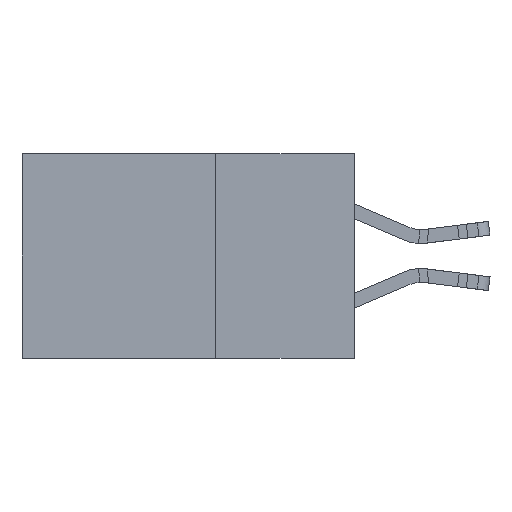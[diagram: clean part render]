
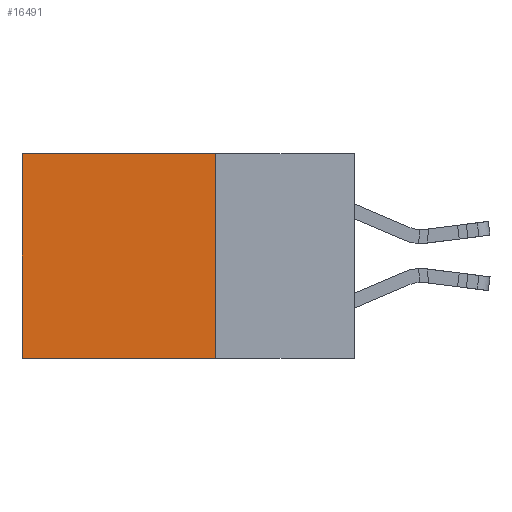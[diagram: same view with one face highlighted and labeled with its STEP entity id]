
A CAD part, left-side view. The second image highlights one B-rep face of the part: STEP entity #16491.
In plain terms, the highlighted planar face has unit normal (-1, 0, 0).
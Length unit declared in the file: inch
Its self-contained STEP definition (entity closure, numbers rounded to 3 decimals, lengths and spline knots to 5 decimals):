
#1087 = DIRECTION ( 'NONE',  ( 1., 0., 0. ) ) ;
#1150 = EDGE_CURVE ( 'NONE', #1752, #3467, #13609, .T. ) ;
#1644 = CARTESIAN_POINT ( 'NONE',  ( 0.298, 0.25, -0.37 ) ) ;
#1752 = VERTEX_POINT ( 'NONE', #3325 ) ;
#3325 = CARTESIAN_POINT ( 'NONE',  ( 0.298, 0.25, 0. ) ) ;
#3467 = VERTEX_POINT ( 'NONE', #1644 ) ;
#4692 = CARTESIAN_POINT ( 'NONE',  ( 0.298, 0.6, 0. ) ) ;
#4815 = CARTESIAN_POINT ( 'NONE',  ( 0.298, 0.25, 0. ) ) ;
#5199 = PLANE ( 'NONE',  #24165 ) ;
#5460 = CARTESIAN_POINT ( 'NONE',  ( 0.298, 0.25, -0.37 ) ) ;
#6571 = ORIENTED_EDGE ( 'NONE', *, *, #14830, .F. ) ;
#7735 = DIRECTION ( 'NONE',  ( 0., 0., -1. ) ) ;
#8017 = LINE ( 'NONE', #5460, #16041 ) ;
#8720 = LINE ( 'NONE', #4692, #19280 ) ;
#11335 = EDGE_LOOP ( 'NONE', ( #17686, #6571, #22233, #15166 ) ) ;
#12537 = VECTOR ( 'NONE', #22735, 39.37008 ) ;
#13609 = LINE ( 'NONE', #4815, #12537 ) ;
#14830 = EDGE_CURVE ( 'NONE', #3467, #16310, #8017, .T. ) ;
#15166 = ORIENTED_EDGE ( 'NONE', *, *, #20461, .T. ) ;
#16041 = VECTOR ( 'NONE', #27923, 39.37008 ) ;
#16080 = CARTESIAN_POINT ( 'NONE',  ( 0.298, 0.6, -0.37 ) ) ;
#16310 = VERTEX_POINT ( 'NONE', #16080 ) ;
#16491 = ADVANCED_FACE ( 'NONE', ( #18811 ), #5199, .F. ) ;
#16508 = CARTESIAN_POINT ( 'NONE',  ( 0.298, 0.25, 0. ) ) ;
#17686 = ORIENTED_EDGE ( 'NONE', *, *, #20800, .T. ) ;
#18811 = FACE_OUTER_BOUND ( 'NONE', #11335, .T. ) ;
#19280 = VECTOR ( 'NONE', #24855, 39.37008 ) ;
#20063 = CARTESIAN_POINT ( 'NONE',  ( 0.298, 0.25, 0. ) ) ;
#20272 = CARTESIAN_POINT ( 'NONE',  ( 0.298, 0.6, 0. ) ) ;
#20461 = EDGE_CURVE ( 'NONE', #1752, #26318, #24895, .T. ) ;
#20800 = EDGE_CURVE ( 'NONE', #26318, #16310, #8720, .T. ) ;
#22233 = ORIENTED_EDGE ( 'NONE', *, *, #1150, .F. ) ;
#22599 = DIRECTION ( 'NONE',  ( 0., 1., 0. ) ) ;
#22735 = DIRECTION ( 'NONE',  ( 0., 0., -1. ) ) ;
#24165 = AXIS2_PLACEMENT_3D ( 'NONE', #16508, #1087, #7735 ) ;
#24855 = DIRECTION ( 'NONE',  ( 0., 0., -1. ) ) ;
#24895 = LINE ( 'NONE', #20063, #27370 ) ;
#26318 = VERTEX_POINT ( 'NONE', #20272 ) ;
#27370 = VECTOR ( 'NONE', #22599, 39.37008 ) ;
#27923 = DIRECTION ( 'NONE',  ( 0., 1., 0. ) ) ;
